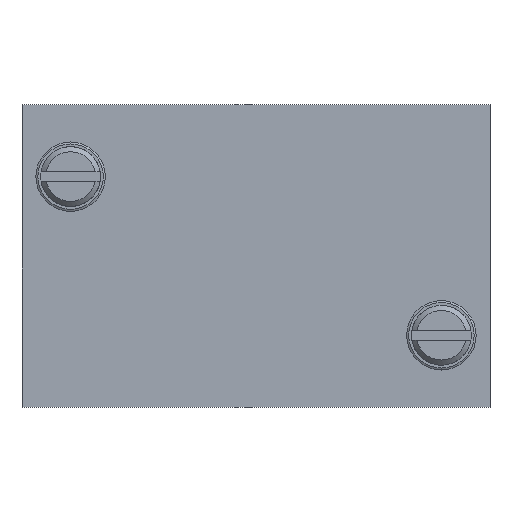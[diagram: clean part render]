
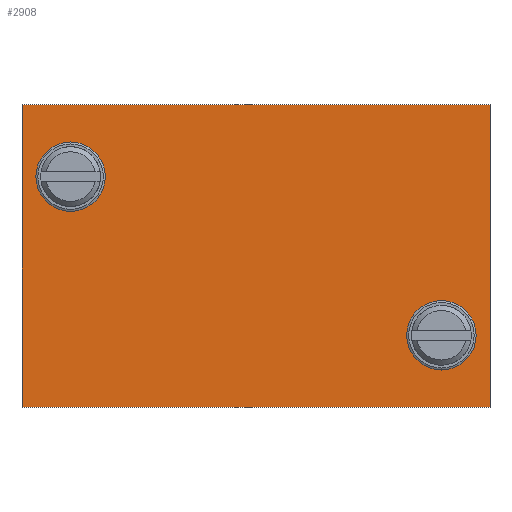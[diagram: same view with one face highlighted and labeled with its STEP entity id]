
A CAD part, top view. The second image highlights one B-rep face of the part: STEP entity #2908.
In plain terms, the highlighted planar face has unit normal (0, 0, 1).
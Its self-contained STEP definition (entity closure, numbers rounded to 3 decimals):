
#53=DIRECTION('',(0.,-1.,0.));
#54=VECTOR('',#53,30.5);
#55=CARTESIAN_POINT('',(-23.6,15.25,2.));
#56=LINE('',#55,#54);
#57=DIRECTION('',(-1.,0.,0.));
#58=VECTOR('',#57,47.2);
#59=CARTESIAN_POINT('',(23.6,15.25,2.));
#60=LINE('',#59,#58);
#61=DIRECTION('',(0.,1.,0.));
#62=VECTOR('',#61,30.5);
#63=CARTESIAN_POINT('',(23.6,-15.25,2.));
#64=LINE('',#63,#62);
#65=DIRECTION('',(1.,0.,0.));
#66=VECTOR('',#65,47.2);
#67=CARTESIAN_POINT('',(-23.6,-15.25,2.));
#68=LINE('',#67,#66);
#69=CARTESIAN_POINT('',(-18.7,8.,2.));
#70=DIRECTION('',(0.,0.,1.));
#71=DIRECTION('',(1.,0.,0.));
#72=AXIS2_PLACEMENT_3D('',#69,#70,#71);
#74=CARTESIAN_POINT('',(-18.7,8.,2.));
#75=DIRECTION('',(0.,0.,1.));
#76=DIRECTION('',(-1.,0.,0.));
#77=AXIS2_PLACEMENT_3D('',#74,#75,#76);
#79=CARTESIAN_POINT('',(18.7,-8.,2.));
#80=DIRECTION('',(0.,0.,1.));
#81=DIRECTION('',(1.,0.,0.));
#82=AXIS2_PLACEMENT_3D('',#79,#80,#81);
#84=CARTESIAN_POINT('',(18.7,-8.,2.));
#85=DIRECTION('',(0.,0.,1.));
#86=DIRECTION('',(-1.,0.,0.));
#87=AXIS2_PLACEMENT_3D('',#84,#85,#86);
#2337=CARTESIAN_POINT('',(-23.6,15.25,2.));
#2338=CARTESIAN_POINT('',(-23.6,-15.25,2.));
#2339=VERTEX_POINT('',#2337);
#2340=VERTEX_POINT('',#2338);
#2341=CARTESIAN_POINT('',(23.6,-15.25,2.));
#2342=VERTEX_POINT('',#2341);
#2343=CARTESIAN_POINT('',(23.6,15.25,2.));
#2344=VERTEX_POINT('',#2343);
#2357=CARTESIAN_POINT('',(-15.2,8.,2.));
#2358=CARTESIAN_POINT('',(-22.2,8.,2.));
#2359=VERTEX_POINT('',#2357);
#2360=VERTEX_POINT('',#2358);
#2377=CARTESIAN_POINT('',(22.2,-8.,2.));
#2378=CARTESIAN_POINT('',(15.2,-8.,2.));
#2379=VERTEX_POINT('',#2377);
#2380=VERTEX_POINT('',#2378);
#2885=CARTESIAN_POINT('',(0.,0.,2.));
#2886=DIRECTION('',(0.,0.,1.));
#2887=DIRECTION('',(1.,0.,0.));
#2888=AXIS2_PLACEMENT_3D('',#2885,#2886,#2887);
#2889=PLANE('',#2888);
#2890=ORIENTED_EDGE('',*,*,#2837,.F.);
#2891=ORIENTED_EDGE('',*,*,#2852,.F.);
#2892=ORIENTED_EDGE('',*,*,#2866,.F.);
#2893=ORIENTED_EDGE('',*,*,#2879,.F.);
#2894=EDGE_LOOP('',(#2890,#2891,#2892,#2893));
#2895=FACE_OUTER_BOUND('',#2894,.F.);
#2897=ORIENTED_EDGE('',*,*,#2896,.T.);
#2899=ORIENTED_EDGE('',*,*,#2898,.T.);
#2900=EDGE_LOOP('',(#2897,#2899));
#2901=FACE_BOUND('',#2900,.F.);
#2903=ORIENTED_EDGE('',*,*,#2902,.T.);
#2905=ORIENTED_EDGE('',*,*,#2904,.T.);
#2906=EDGE_LOOP('',(#2903,#2905));
#2907=FACE_BOUND('',#2906,.F.);
#2908=ADVANCED_FACE('',(#2895,#2901,#2907),#2889,.T.);
#73=CIRCLE('',#72,3.5);
#78=CIRCLE('',#77,3.5);
#83=CIRCLE('',#82,3.5);
#88=CIRCLE('',#87,3.5);
#2837=EDGE_CURVE('',#2339,#2340,#56,.T.);
#2852=EDGE_CURVE('',#2344,#2339,#60,.T.);
#2866=EDGE_CURVE('',#2342,#2344,#64,.T.);
#2879=EDGE_CURVE('',#2340,#2342,#68,.T.);
#2896=EDGE_CURVE('',#2359,#2360,#73,.T.);
#2898=EDGE_CURVE('',#2360,#2359,#78,.T.);
#2902=EDGE_CURVE('',#2379,#2380,#83,.T.);
#2904=EDGE_CURVE('',#2380,#2379,#88,.T.);
